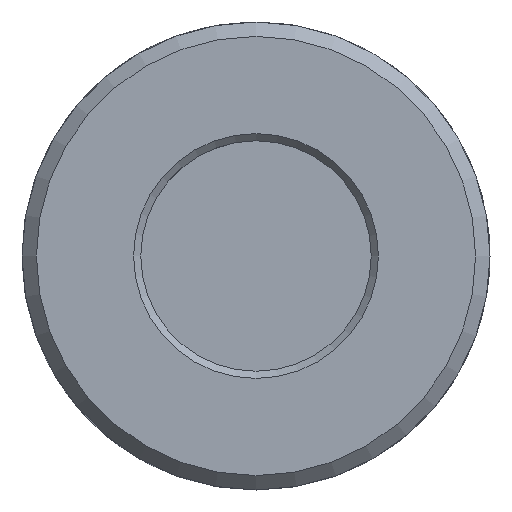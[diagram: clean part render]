
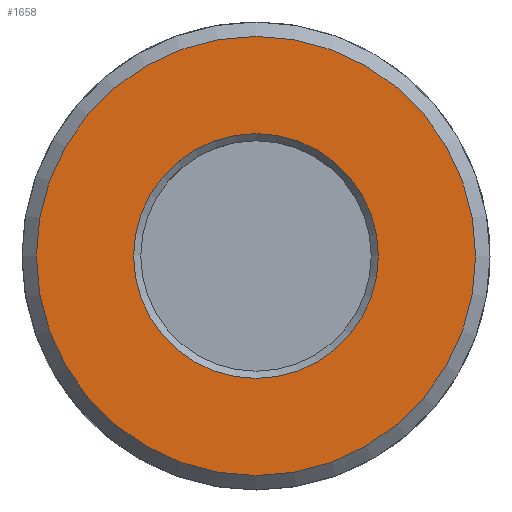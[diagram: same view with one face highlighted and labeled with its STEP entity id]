
A CAD part, left-side view. The second image highlights one B-rep face of the part: STEP entity #1658.
In plain terms, the highlighted planar face has unit normal (-1, 0, 0).
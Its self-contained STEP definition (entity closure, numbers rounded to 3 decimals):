
#26=PLANE('',#1799);
#279=ORIENTED_EDGE('',*,*,#607,.F.);
#280=ORIENTED_EDGE('',*,*,#608,.T.);
#607=EDGE_CURVE('',#759,#759,#867,.T.);
#608=EDGE_CURVE('',#760,#760,#868,.T.);
#759=VERTEX_POINT('',#2596);
#760=VERTEX_POINT('',#2598);
#867=CIRCLE('',#1800,30.5);
#868=CIRCLE('',#1801,17.);
#953=EDGE_LOOP('',(#279));
#954=EDGE_LOOP('',(#280));
#1055=FACE_BOUND('',#953,.T.);
#1056=FACE_BOUND('',#954,.T.);
#1658=ADVANCED_FACE('',(#1055,#1056),#26,.F.);
#1799=AXIS2_PLACEMENT_3D('',#2594,#2125,#2126);
#1800=AXIS2_PLACEMENT_3D('',#2595,#2127,#2128);
#1801=AXIS2_PLACEMENT_3D('',#2597,#2129,#2130);
#2125=DIRECTION('',(1.,0.,0.));
#2126=DIRECTION('',(0.,0.,-1.));
#2127=DIRECTION('',(1.,0.,0.));
#2128=DIRECTION('',(0.,0.,-1.));
#2129=DIRECTION('',(1.,0.,0.));
#2130=DIRECTION('',(0.,0.,-1.));
#2594=CARTESIAN_POINT('',(0.,0.,0.));
#2595=CARTESIAN_POINT('',(0.,0.,0.));
#2596=CARTESIAN_POINT('',(0.,0.,-30.5));
#2597=CARTESIAN_POINT('',(0.,0.,0.));
#2598=CARTESIAN_POINT('',(0.,0.,-17.));
